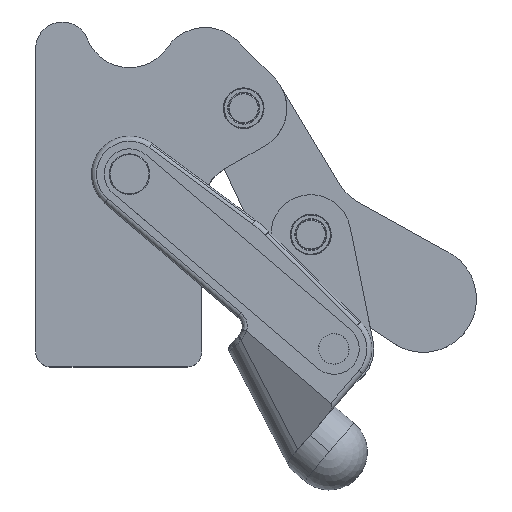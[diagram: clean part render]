
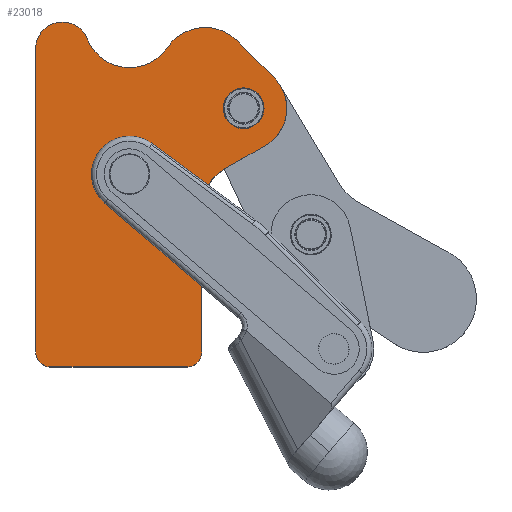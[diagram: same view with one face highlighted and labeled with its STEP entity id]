
A CAD part, top view. The second image highlights one B-rep face of the part: STEP entity #23018.
In plain terms, the highlighted planar face has unit normal (0, 0, 1).
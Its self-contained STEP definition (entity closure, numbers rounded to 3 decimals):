
#1616=CARTESIAN_POINT('',(41.39,-42.417,20.962));
#1617=VERTEX_POINT('',#1616);
#1626=CARTESIAN_POINT('',(57.49,-42.417,20.962));
#1627=VERTEX_POINT('',#1626);
#1628=CARTESIAN_POINT('',(49.44,-42.417,20.962));
#1629=DIRECTION('',(0.0,0.0,-1.0));
#1630=DIRECTION('',(-1.0,0.0,0.0));
#1631=AXIS2_PLACEMENT_3D('',#1628,#1629,#1630);
#1632=CIRCLE('',#1631,8.05);
#1633=EDGE_CURVE('',#1627,#1617,#1632,.T.);
#22324=CARTESIAN_POINT('',(61.488,-30.424,20.962));
#22325=VERTEX_POINT('',#22324);
#22332=CARTESIAN_POINT('',(57.907,-57.159,20.962));
#22333=VERTEX_POINT('',#22332);
#22334=CARTESIAN_POINT('',(49.44,-42.417,20.962));
#22335=DIRECTION('',(0.0,0.0,-1.0));
#22336=DIRECTION('',(-0.498,0.867,0.0));
#22337=AXIS2_PLACEMENT_3D('',#22334,#22335,#22336);
#22338=CIRCLE('',#22337,17.);
#22339=EDGE_CURVE('',#22325,#22333,#22338,.T.);
#22653=CARTESIAN_POINT('',(32.94,-90.481,20.962));
#22654=VERTEX_POINT('',#22653);
#22661=CARTESIAN_POINT('',(32.94,-138.417,20.962));
#22662=VERTEX_POINT('',#22661);
#22663=CARTESIAN_POINT('',(32.94,-90.481,20.962));
#22664=DIRECTION('',(0.0,-1.0,0.0));
#22665=VECTOR('',#22664,47.936);
#22666=LINE('',#22663,#22665);
#22667=EDGE_CURVE('',#22654,#22662,#22666,.T.);
#22690=CARTESIAN_POINT('',(41.976,-66.308,20.962));
#22691=VERTEX_POINT('',#22690);
#22692=CARTESIAN_POINT('',(35.459,-72.734,20.962));
#22693=VERTEX_POINT('',#22692);
#22694=CARTESIAN_POINT('',(50.94,-81.917,20.962));
#22695=DIRECTION('',(0.0,0.0,1.));
#22696=DIRECTION('',(-0.498,0.867,0.0));
#22697=AXIS2_PLACEMENT_3D('',#22694,#22695,#22696);
#22698=CIRCLE('',#22697,18.);
#22699=EDGE_CURVE('',#22691,#22693,#22698,.T.);
#22733=CARTESIAN_POINT('',(57.907,-57.159,20.962));
#22734=DIRECTION('',(-0.867,-0.498,0.0));
#22735=VECTOR('',#22734,18.371);
#22736=LINE('',#22733,#22735);
#22737=EDGE_CURVE('',#22333,#22691,#22736,.T.);
#22755=CARTESIAN_POINT('',(47.015,-15.884,20.962));
#22756=VERTEX_POINT('',#22755);
#22757=CARTESIAN_POINT('',(47.015,-15.884,20.962));
#22758=DIRECTION('',(0.705,-0.709,0.0));
#22759=VECTOR('',#22758,20.516);
#22760=LINE('',#22757,#22759);
#22761=EDGE_CURVE('',#22756,#22325,#22760,.T.);
#22779=CARTESIAN_POINT('',(19.347,-18.5,20.962));
#22780=VERTEX_POINT('',#22779);
#22781=CARTESIAN_POINT('',(34.258,-28.583,20.962));
#22782=DIRECTION('',(0.0,0.0,-1.0));
#22783=DIRECTION('',(-0.709,-0.705,0.0));
#22784=AXIS2_PLACEMENT_3D('',#22781,#22782,#22783);
#22785=CIRCLE('',#22784,18.);
#22786=EDGE_CURVE('',#22780,#22756,#22785,.T.);
#22804=CARTESIAN_POINT('',(-12.298,-15.049,20.962));
#22805=VERTEX_POINT('',#22804);
#22806=CARTESIAN_POINT('',(4.436,-8.417,20.962));
#22807=DIRECTION('',(0.0,0.0,1.));
#22808=DIRECTION('',(-0.93,-0.368,0.0));
#22809=AXIS2_PLACEMENT_3D('',#22806,#22807,#22808);
#22810=CIRCLE('',#22809,18.0);
#22811=EDGE_CURVE('',#22805,#22780,#22810,.T.);
#22829=CARTESIAN_POINT('',(-32.56,-18.917,20.962));
#22830=VERTEX_POINT('',#22829);
#22831=CARTESIAN_POINT('',(-22.06,-18.917,20.962));
#22832=DIRECTION('',(0.0,0.0,-1.0));
#22833=DIRECTION('',(-0.93,-0.368,0.0));
#22834=AXIS2_PLACEMENT_3D('',#22831,#22832,#22833);
#22835=CIRCLE('',#22834,10.5);
#22836=EDGE_CURVE('',#22830,#22805,#22835,.T.);
#22854=CARTESIAN_POINT('',(-32.56,-138.417,20.962));
#22855=VERTEX_POINT('',#22854);
#22856=CARTESIAN_POINT('',(-32.56,-138.417,20.962));
#22857=DIRECTION('',(0.0,1.0,0.0));
#22858=VECTOR('',#22857,119.5);
#22859=LINE('',#22856,#22858);
#22860=EDGE_CURVE('',#22855,#22830,#22859,.T.);
#22878=CARTESIAN_POINT('',(-26.56,-144.417,20.962));
#22879=VERTEX_POINT('',#22878);
#22880=CARTESIAN_POINT('',(-26.56,-138.417,20.962));
#22881=DIRECTION('',(0.0,0.0,-1.0));
#22882=DIRECTION('',(1.0,0.0,0.0));
#22883=AXIS2_PLACEMENT_3D('',#22880,#22881,#22882);
#22884=CIRCLE('',#22883,6.);
#22885=EDGE_CURVE('',#22879,#22855,#22884,.T.);
#22903=CARTESIAN_POINT('',(26.94,-144.417,20.962));
#22904=VERTEX_POINT('',#22903);
#22905=CARTESIAN_POINT('',(26.94,-144.417,20.962));
#22906=DIRECTION('',(-1.0,0.0,0.0));
#22907=VECTOR('',#22906,53.5);
#22908=LINE('',#22905,#22907);
#22909=EDGE_CURVE('',#22904,#22879,#22908,.T.);
#22927=CARTESIAN_POINT('',(26.94,-138.417,20.962));
#22928=DIRECTION('',(0.0,0.0,-1.0));
#22929=DIRECTION('',(0.0,1.0,0.0));
#22930=AXIS2_PLACEMENT_3D('',#22927,#22928,#22929);
#22931=CIRCLE('',#22930,6.);
#22932=EDGE_CURVE('',#22662,#22904,#22931,.T.);
#22954=CARTESIAN_POINT('',(49.44,-42.417,20.962));
#22955=DIRECTION('',(0.0,0.0,-1.0));
#22956=DIRECTION('',(-1.0,0.0,0.0));
#22957=AXIS2_PLACEMENT_3D('',#22954,#22955,#22956);
#22958=CIRCLE('',#22957,8.05);
#22959=EDGE_CURVE('',#1617,#1627,#22958,.T.);
#22964=CARTESIAN_POINT('',(7.223,-73.336,20.962));
#22965=DIRECTION('',(0.0,0.0,1.0));
#22966=DIRECTION('',(1.0,0.0,0.0));
#22967=AXIS2_PLACEMENT_3D('',#22964,#22965,#22966);
#22968=PLANE('',#22967);
#22969=CARTESIAN_POINT('',(22.049,-103.216,20.962));
#22970=VERTEX_POINT('',#22969);
#22971=CARTESIAN_POINT('',(32.94,-90.481,20.962));
#22972=DIRECTION('',(-0.65,-0.76,0.));
#22973=VECTOR('',#22972,16.757);
#22974=LINE('',#22971,#22973);
#22975=EDGE_CURVE('',#22654,#22970,#22974,.T.);
#22976=ORIENTED_EDGE('',*,*,#22975,.T.);
#22977=CARTESIAN_POINT('',(-5.309,-79.816,20.962));
#22978=VERTEX_POINT('',#22977);
#22979=CARTESIAN_POINT('',(22.049,-103.216,20.962));
#22980=DIRECTION('',(-0.76,0.65,0.));
#22981=VECTOR('',#22980,36.);
#22982=LINE('',#22979,#22981);
#22983=EDGE_CURVE('',#22970,#22978,#22982,.T.);
#22984=ORIENTED_EDGE('',*,*,#22983,.T.);
#22985=CARTESIAN_POINT('',(13.371,-56.366,20.962));
#22986=VERTEX_POINT('',#22985);
#22987=CARTESIAN_POINT('',(4.44,-68.417,20.962));
#22988=DIRECTION('',(0.,0.,-1.0));
#22989=DIRECTION('',(0.65,0.76,0.));
#22990=AXIS2_PLACEMENT_3D('',#22987,#22988,#22989);
#22991=CIRCLE('',#22990,15.);
#22992=EDGE_CURVE('',#22978,#22986,#22991,.T.);
#22993=ORIENTED_EDGE('',*,*,#22992,.T.);
#22994=CARTESIAN_POINT('',(13.371,-56.366,20.962));
#22995=DIRECTION('',(0.803,-0.595,0.));
#22996=VECTOR('',#22995,27.492);
#22997=LINE('',#22994,#22996);
#22998=EDGE_CURVE('',#22986,#22693,#22997,.T.);
#22999=ORIENTED_EDGE('',*,*,#22998,.T.);
#23000=ORIENTED_EDGE('',*,*,#22699,.F.);
#23001=ORIENTED_EDGE('',*,*,#22737,.F.);
#23002=ORIENTED_EDGE('',*,*,#22339,.F.);
#23003=ORIENTED_EDGE('',*,*,#22761,.F.);
#23004=ORIENTED_EDGE('',*,*,#22786,.F.);
#23005=ORIENTED_EDGE('',*,*,#22811,.F.);
#23006=ORIENTED_EDGE('',*,*,#22836,.F.);
#23007=ORIENTED_EDGE('',*,*,#22860,.F.);
#23008=ORIENTED_EDGE('',*,*,#22885,.F.);
#23009=ORIENTED_EDGE('',*,*,#22909,.F.);
#23010=ORIENTED_EDGE('',*,*,#22932,.F.);
#23011=ORIENTED_EDGE('',*,*,#22667,.F.);
#23012=EDGE_LOOP('',(#22976,#22984,#22993,#22999,#23000,#23001,#23002,#23003,#23004,#23005,#23006,#23007,#23008,#23009,#23010,#23011));
#23013=FACE_OUTER_BOUND('',#23012,.T.);
#23014=ORIENTED_EDGE('',*,*,#1633,.T.);
#23015=ORIENTED_EDGE('',*,*,#22959,.T.);
#23016=EDGE_LOOP('',(#23014,#23015));
#23017=FACE_BOUND('',#23016,.T.);
#23018=ADVANCED_FACE('',(#23013,#23017),#22968,.T.);
